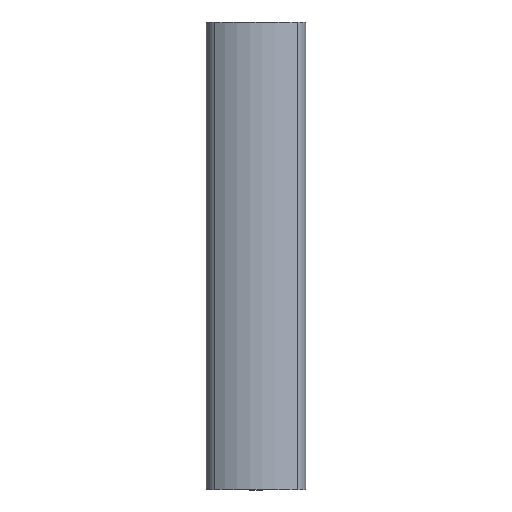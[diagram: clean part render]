
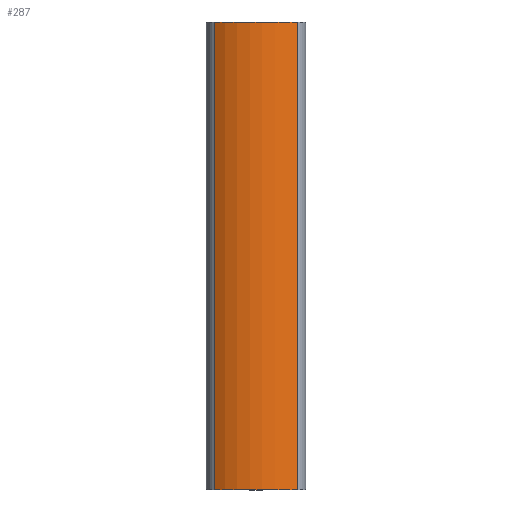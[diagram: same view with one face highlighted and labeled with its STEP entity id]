
A CAD part, top view. The second image highlights one B-rep face of the part: STEP entity #287.
In plain terms, the highlighted cylindrical face has radius 24.203 mm (diameter 48.405 mm), a partial arc.
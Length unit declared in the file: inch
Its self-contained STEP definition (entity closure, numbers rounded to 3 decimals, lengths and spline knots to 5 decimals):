
#156=CARTESIAN_POINT('',(0.5334,-2.7017,0.20301));
#157=VERTEX_POINT('',#156);
#175=CARTESIAN_POINT('',(0.5334,3.2983,0.20301));
#176=VERTEX_POINT('',#175);
#184=CARTESIAN_POINT('',(0.5334,0.2983,0.20301));
#185=DIRECTION('',(0.,1.,0.));
#186=VECTOR('',#185,1.);
#187=LINE('',#184,#186);
#188=EDGE_CURVE('',#157,#176,#187,.T.);
#231=CARTESIAN_POINT('',(-0.5334,-2.7017,0.20301));
#232=VERTEX_POINT('',#231);
#240=CARTESIAN_POINT('',(-0.5334,3.2983,0.20301));
#241=VERTEX_POINT('',#240);
#242=CARTESIAN_POINT('',(-0.5334,0.2983,0.20301));
#243=DIRECTION('',(0.,1.,0.));
#244=VECTOR('',#243,1.);
#245=LINE('',#242,#244);
#246=EDGE_CURVE('',#232,#241,#245,.T.);
#264=CARTESIAN_POINT('',(0.,-2.7017,-0.58656));
#265=DIRECTION('',(0.,1.,0.));
#266=DIRECTION('',(1.,0.,0.));
#267=AXIS2_PLACEMENT_3D('',#264,#265,#266);
#268=CIRCLE('',#267,0.95286);
#269=EDGE_CURVE('',#232,#157,#268,.T.);
#270=ORIENTED_EDGE('',*,*,#269,.T.);
#271=ORIENTED_EDGE('',*,*,#188,.T.);
#272=CARTESIAN_POINT('',(0.,3.2983,-0.58656));
#273=DIRECTION('',(0.,-1.,0.));
#274=DIRECTION('',(1.,0.,0.));
#275=AXIS2_PLACEMENT_3D('',#272,#273,#274);
#276=CIRCLE('',#275,0.95286);
#277=EDGE_CURVE('',#176,#241,#276,.T.);
#278=ORIENTED_EDGE('',*,*,#277,.T.);
#279=ORIENTED_EDGE('',*,*,#246,.F.);
#280=EDGE_LOOP('',(#270,#271,#278,#279));
#281=FACE_OUTER_BOUND('',#280,.T.);
#282=CARTESIAN_POINT('',(0.,0.2983,-0.58656));
#283=DIRECTION('',(0.,-1.,0.));
#284=DIRECTION('',(1.,0.,0.));
#285=AXIS2_PLACEMENT_3D('',#282,#283,#284);
#286=CYLINDRICAL_SURFACE('',#285,0.95286);
#287=ADVANCED_FACE('',(#281),#286,.T.);
